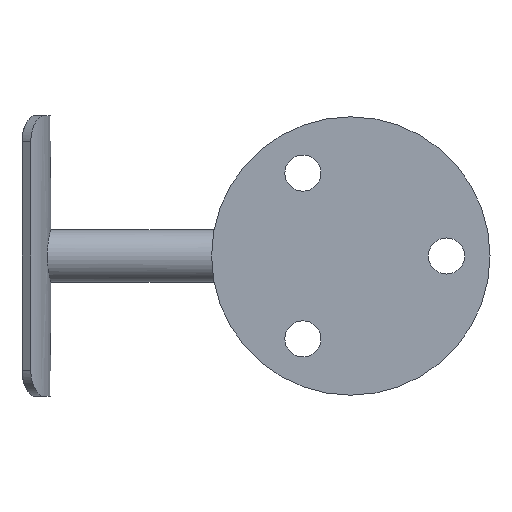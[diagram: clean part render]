
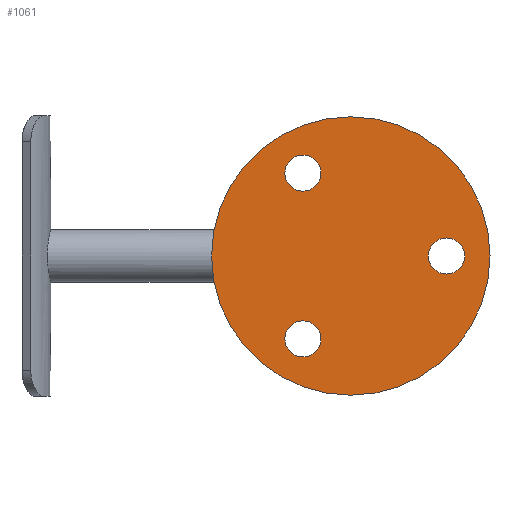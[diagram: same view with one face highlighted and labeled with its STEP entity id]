
A CAD part, left-side view. The second image highlights one B-rep face of the part: STEP entity #1061.
In plain terms, the highlighted planar face has unit normal (-1, 0, 0).
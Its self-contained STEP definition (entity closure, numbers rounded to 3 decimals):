
#4 = EDGE_LOOP ( 'NONE', ( #1221, #1425 ) ) ;
#29 = CARTESIAN_POINT ( 'NONE',  ( 0., 0., 32. ) ) ;
#41 = DIRECTION ( 'NONE',  ( 0., 0., -1. ) ) ;
#42 = CIRCLE ( 'NONE', #1646, 4.15 ) ;
#48 = DIRECTION ( 'NONE',  ( 0., 0., -1. ) ) ;
#76 = DIRECTION ( 'NONE',  ( 0., 0., -1. ) ) ;
#82 = ORIENTED_EDGE ( 'NONE', *, *, #1031, .F. ) ;
#86 = EDGE_LOOP ( 'NONE', ( #82, #1020 ) ) ;
#90 = AXIS2_PLACEMENT_3D ( 'NONE', #1054, #778, #1300 ) ;
#95 = ORIENTED_EDGE ( 'NONE', *, *, #835, .T. ) ;
#99 = EDGE_LOOP ( 'NONE', ( #95, #429 ) ) ;
#118 = VERTEX_POINT ( 'NONE', #958 ) ;
#123 = EDGE_CURVE ( 'NONE', #1141, #1004, #667, .T. ) ;
#174 = CARTESIAN_POINT ( 'NONE',  ( 0., 0., 0. ) ) ;
#275 = CARTESIAN_POINT ( 'NONE',  ( 0., -22., -4.15 ) ) ;
#295 = FACE_OUTER_BOUND ( 'NONE', #86, .T. ) ;
#324 = EDGE_CURVE ( 'NONE', #376, #1258, #988, .T. ) ;
#339 = DIRECTION ( 'NONE',  ( 1., 0., 0. ) ) ;
#376 = VERTEX_POINT ( 'NONE', #1319 ) ;
#388 = CIRCLE ( 'NONE', #947, 32. ) ;
#399 = AXIS2_PLACEMENT_3D ( 'NONE', #1450, #1056, #1444 ) ;
#411 = CIRCLE ( 'NONE', #90, 4.15 ) ;
#414 = AXIS2_PLACEMENT_3D ( 'NONE', #174, #683, #48 ) ;
#426 = FACE_BOUND ( 'NONE', #99, .T. ) ;
#429 = ORIENTED_EDGE ( 'NONE', *, *, #1465, .T. ) ;
#438 = CIRCLE ( 'NONE', #571, 4.15 ) ;
#473 = CARTESIAN_POINT ( 'NONE',  ( 0., 11., 19.053 ) ) ;
#512 = DIRECTION ( 'NONE',  ( 0., 0., -1. ) ) ;
#522 = CARTESIAN_POINT ( 'NONE',  ( 0., 0., 0. ) ) ;
#532 = AXIS2_PLACEMENT_3D ( 'NONE', #473, #1480, #984 ) ;
#571 = AXIS2_PLACEMENT_3D ( 'NONE', #1259, #612, #512 ) ;
#594 = CARTESIAN_POINT ( 'NONE',  ( 0., -22., 0. ) ) ;
#612 = DIRECTION ( 'NONE',  ( 1., 0., 0. ) ) ;
#667 = CIRCLE ( 'NONE', #532, 4.15 ) ;
#681 = CARTESIAN_POINT ( 'NONE',  ( 0., 11., -14.903 ) ) ;
#683 = DIRECTION ( 'NONE',  ( 1., 0., 0. ) ) ;
#711 = ORIENTED_EDGE ( 'NONE', *, *, #1661, .T. ) ;
#732 = CIRCLE ( 'NONE', #786, 32. ) ;
#747 = DIRECTION ( 'NONE',  ( 1., 0., 0. ) ) ;
#778 = DIRECTION ( 'NONE',  ( 1., 0., 0. ) ) ;
#786 = AXIS2_PLACEMENT_3D ( 'NONE', #522, #747, #1549 ) ;
#824 = DIRECTION ( 'NONE',  ( 1., 0., 0. ) ) ;
#835 = EDGE_CURVE ( 'NONE', #1554, #118, #852, .T. ) ;
#842 = AXIS2_PLACEMENT_3D ( 'NONE', #594, #339, #76 ) ;
#852 = CIRCLE ( 'NONE', #842, 4.15 ) ;
#860 = ORIENTED_EDGE ( 'NONE', *, *, #123, .T. ) ;
#936 = FACE_BOUND ( 'NONE', #4, .T. ) ;
#947 = AXIS2_PLACEMENT_3D ( 'NONE', #1574, #824, #1187 ) ;
#958 = CARTESIAN_POINT ( 'NONE',  ( 0., -22., 4.15 ) ) ;
#984 = DIRECTION ( 'NONE',  ( 0., 0., -1. ) ) ;
#988 = CIRCLE ( 'NONE', #399, 4.15 ) ;
#1004 = VERTEX_POINT ( 'NONE', #1049 ) ;
#1020 = ORIENTED_EDGE ( 'NONE', *, *, #1169, .F. ) ;
#1031 = EDGE_CURVE ( 'NONE', #1348, #1520, #388, .T. ) ;
#1034 = EDGE_CURVE ( 'NONE', #1258, #376, #42, .T. ) ;
#1049 = CARTESIAN_POINT ( 'NONE',  ( 0., 11., 23.203 ) ) ;
#1054 = CARTESIAN_POINT ( 'NONE',  ( 0., 11., 19.053 ) ) ;
#1056 = DIRECTION ( 'NONE',  ( 1., 0., 0. ) ) ;
#1061 = ADVANCED_FACE ( 'NONE', ( #426, #936, #1447, #295 ), #1323, .F. ) ;
#1141 = VERTEX_POINT ( 'NONE', #1527 ) ;
#1160 = CARTESIAN_POINT ( 'NONE',  ( 0., 0., -32. ) ) ;
#1169 = EDGE_CURVE ( 'NONE', #1520, #1348, #732, .T. ) ;
#1187 = DIRECTION ( 'NONE',  ( 0., 0., -1. ) ) ;
#1211 = DIRECTION ( 'NONE',  ( 1., 0., 0. ) ) ;
#1221 = ORIENTED_EDGE ( 'NONE', *, *, #324, .T. ) ;
#1258 = VERTEX_POINT ( 'NONE', #681 ) ;
#1259 = CARTESIAN_POINT ( 'NONE',  ( 0., -22., 0. ) ) ;
#1300 = DIRECTION ( 'NONE',  ( 0., 0., -1. ) ) ;
#1319 = CARTESIAN_POINT ( 'NONE',  ( 0., 11., -23.203 ) ) ;
#1323 = PLANE ( 'NONE',  #414 ) ;
#1335 = EDGE_LOOP ( 'NONE', ( #860, #711 ) ) ;
#1341 = CARTESIAN_POINT ( 'NONE',  ( 0., 11., -19.053 ) ) ;
#1348 = VERTEX_POINT ( 'NONE', #29 ) ;
#1425 = ORIENTED_EDGE ( 'NONE', *, *, #1034, .T. ) ;
#1444 = DIRECTION ( 'NONE',  ( 0., 0., -1. ) ) ;
#1447 = FACE_BOUND ( 'NONE', #1335, .T. ) ;
#1450 = CARTESIAN_POINT ( 'NONE',  ( 0., 11., -19.053 ) ) ;
#1465 = EDGE_CURVE ( 'NONE', #118, #1554, #438, .T. ) ;
#1480 = DIRECTION ( 'NONE',  ( 1., 0., 0. ) ) ;
#1520 = VERTEX_POINT ( 'NONE', #1160 ) ;
#1527 = CARTESIAN_POINT ( 'NONE',  ( 0., 11., 14.903 ) ) ;
#1549 = DIRECTION ( 'NONE',  ( 0., 0., -1. ) ) ;
#1554 = VERTEX_POINT ( 'NONE', #275 ) ;
#1574 = CARTESIAN_POINT ( 'NONE',  ( 0., 0., 0. ) ) ;
#1646 = AXIS2_PLACEMENT_3D ( 'NONE', #1341, #1211, #41 ) ;
#1661 = EDGE_CURVE ( 'NONE', #1004, #1141, #411, .T. ) ;
